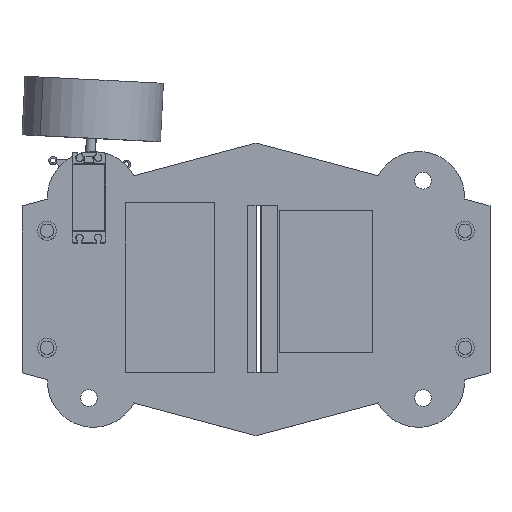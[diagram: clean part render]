
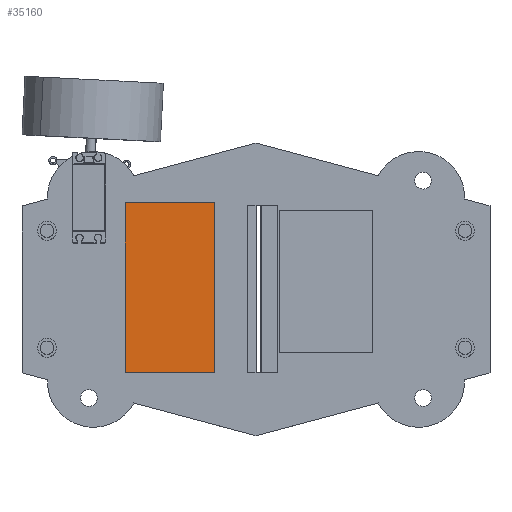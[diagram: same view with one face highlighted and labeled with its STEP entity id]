
A CAD part, top view. The second image highlights one B-rep face of the part: STEP entity #35160.
In plain terms, the highlighted face is planar.
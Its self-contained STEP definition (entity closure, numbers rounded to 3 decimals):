
#35034=CARTESIAN_POINT('Vertex',(0.,50.8,26.67)) ;
#35039=CARTESIAN_POINT('Line Origine',(0.,0.,26.67)) ;
#35043=CARTESIAN_POINT('Vertex',(0.,-50.8,26.67)) ;
#35070=CARTESIAN_POINT('Line Origine',(0.,-50.8,0.)) ;
#35074=CARTESIAN_POINT('Vertex',(0.,-50.8,-26.67)) ;
#35101=CARTESIAN_POINT('Line Origine',(0.,0.,-26.67)) ;
#35105=CARTESIAN_POINT('Vertex',(0.,50.8,-26.67)) ;
#35132=CARTESIAN_POINT('Line Origine',(0.,50.8,0.)) ;
#35149=CARTESIAN_POINT('Axis2P3D Location',(0.,0.,0.)) ;
#35040=DIRECTION('Vector Direction',(0.,1.,0.)) ;
#35071=DIRECTION('Vector Direction',(0.,0.,1.)) ;
#35102=DIRECTION('Vector Direction',(0.,-1.,0.)) ;
#35133=DIRECTION('Vector Direction',(0.,0.,-1.)) ;
#35150=DIRECTION('Axis2P3D Direction',(1.,0.,0.)) ;
#35151=DIRECTION('Axis2P3D XDirection',(0.,1.,0.)) ;
#35152=AXIS2_PLACEMENT_3D('Plane Axis2P3D',#35149,#35150,#35151) ;
#35155=ORIENTED_EDGE('',*,*,#35136,.F.) ;
#35156=ORIENTED_EDGE('',*,*,#35107,.F.) ;
#35157=ORIENTED_EDGE('',*,*,#35076,.F.) ;
#35158=ORIENTED_EDGE('',*,*,#35045,.F.) ;
#35041=VECTOR('Line Direction',#35040,1.) ;
#35072=VECTOR('Line Direction',#35071,1.) ;
#35103=VECTOR('Line Direction',#35102,1.) ;
#35134=VECTOR('Line Direction',#35133,1.) ;
#35160=ADVANCED_FACE('PartBody',(#35159),#35153,.F.) ;
#35045=EDGE_CURVE('',#35035,#35044,#35042,.F.) ;
#35076=EDGE_CURVE('',#35044,#35075,#35073,.F.) ;
#35107=EDGE_CURVE('',#35075,#35106,#35104,.F.) ;
#35136=EDGE_CURVE('',#35106,#35035,#35135,.F.) ;
#35154=EDGE_LOOP('',(#35155,#35156,#35157,#35158)) ;
#35159=FACE_OUTER_BOUND('',#35154,.T.) ;
#35042=LINE('Line',#35039,#35041) ;
#35073=LINE('Line',#35070,#35072) ;
#35104=LINE('Line',#35101,#35103) ;
#35135=LINE('Line',#35132,#35134) ;
#35153=PLANE('Plane',#35152) ;
#35035=VERTEX_POINT('',#35034) ;
#35044=VERTEX_POINT('',#35043) ;
#35075=VERTEX_POINT('',#35074) ;
#35106=VERTEX_POINT('',#35105) ;
